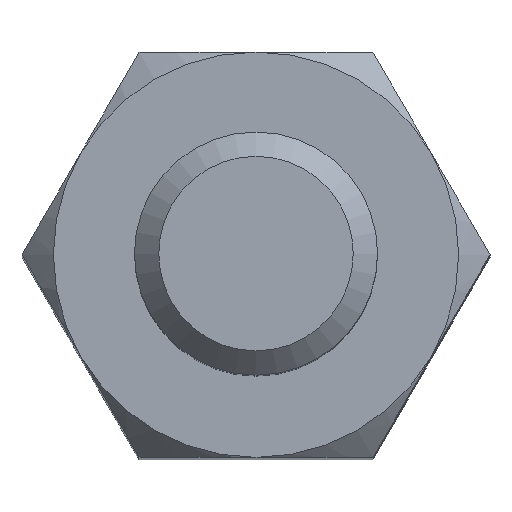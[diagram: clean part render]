
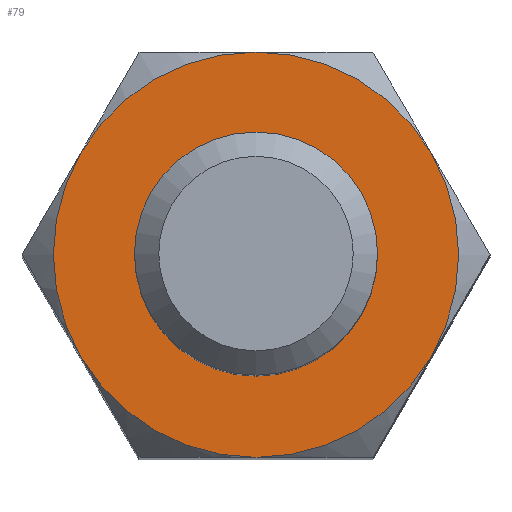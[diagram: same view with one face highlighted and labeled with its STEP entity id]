
A CAD part, top view. The second image highlights one B-rep face of the part: STEP entity #79.
In plain terms, the highlighted planar face has unit normal (0, 0, 1).
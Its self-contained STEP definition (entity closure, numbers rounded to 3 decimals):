
#79 = ADVANCED_FACE( '', ( #177, #178 ), #179, .T. );
#177 = FACE_BOUND( '', #289, .T. );
#178 = FACE_OUTER_BOUND( '', #290, .T. );
#179 = PLANE( '', #291 );
#289 = EDGE_LOOP( '', ( #438 ) );
#290 = EDGE_LOOP( '', ( #439, #440, #441, #442, #443, #444 ) );
#291 = AXIS2_PLACEMENT_3D( '', #445, #446, #447 );
#438 = ORIENTED_EDGE( '', *, *, #627, .T. );
#439 = ORIENTED_EDGE( '', *, *, #628, .F. );
#440 = ORIENTED_EDGE( '', *, *, #600, .F. );
#441 = ORIENTED_EDGE( '', *, *, #597, .F. );
#442 = ORIENTED_EDGE( '', *, *, #629, .T. );
#443 = ORIENTED_EDGE( '', *, *, #630, .F. );
#444 = ORIENTED_EDGE( '', *, *, #631, .F. );
#445 = CARTESIAN_POINT( '', ( 0., 0., 0. ) );
#446 = DIRECTION( '', ( 0., 0., 1. ) );
#447 = DIRECTION( '', ( 1., 0., 0. ) );
#597 = EDGE_CURVE( '', #689, #682, #691, .F. );
#600 = EDGE_CURVE( '', #682, #693, #695, .F. );
#627 = EDGE_CURVE( '', #738, #738, #739, .F. );
#628 = EDGE_CURVE( '', #693, #740, #741, .F. );
#629 = EDGE_CURVE( '', #689, #742, #743, .T. );
#630 = EDGE_CURVE( '', #706, #742, #744, .F. );
#631 = EDGE_CURVE( '', #740, #706, #745, .F. );
#682 = VERTEX_POINT( '', #815 );
#689 = VERTEX_POINT( '', #834 );
#691 = CIRCLE( '', #841, 2.5 );
#693 = VERTEX_POINT( '', #843 );
#695 = CIRCLE( '', #850, 2.5 );
#706 = VERTEX_POINT( '', #875 );
#738 = VERTEX_POINT( '', #919 );
#739 = CIRCLE( '', #920, 1.3 );
#740 = VERTEX_POINT( '', #921 );
#741 = CIRCLE( '', #922, 2.5 );
#742 = VERTEX_POINT( '', #923 );
#743 = CIRCLE( '', #924, 2.5 );
#744 = CIRCLE( '', #925, 2.5 );
#745 = CIRCLE( '', #926, 2.5 );
#815 = CARTESIAN_POINT( '', ( 2.165, 1.25, 0. ) );
#834 = CARTESIAN_POINT( '', ( 0., 2.5, 0. ) );
#841 = AXIS2_PLACEMENT_3D( '', #1066, #1067, #1068 );
#843 = CARTESIAN_POINT( '', ( 2.165, -1.25, 0. ) );
#850 = AXIS2_PLACEMENT_3D( '', #1069, #1070, #1071 );
#875 = CARTESIAN_POINT( '', ( -2.165, -1.25, 0. ) );
#919 = CARTESIAN_POINT( '', ( 1.3, 0., 0. ) );
#920 = AXIS2_PLACEMENT_3D( '', #1110, #1111, #1112 );
#921 = CARTESIAN_POINT( '', ( 0., -2.5, 0. ) );
#922 = AXIS2_PLACEMENT_3D( '', #1113, #1114, #1115 );
#923 = CARTESIAN_POINT( '', ( -2.165, 1.25, 0. ) );
#924 = AXIS2_PLACEMENT_3D( '', #1116, #1117, #1118 );
#925 = AXIS2_PLACEMENT_3D( '', #1119, #1120, #1121 );
#926 = AXIS2_PLACEMENT_3D( '', #1122, #1123, #1124 );
#1066 = CARTESIAN_POINT( '', ( 0., 0., 0. ) );
#1067 = DIRECTION( '', ( 0., 0., 1. ) );
#1068 = DIRECTION( '', ( 1., 0., 0. ) );
#1069 = CARTESIAN_POINT( '', ( 0., 0., 0. ) );
#1070 = DIRECTION( '', ( 0., 0., 1. ) );
#1071 = DIRECTION( '', ( 1., 0., 0. ) );
#1110 = CARTESIAN_POINT( '', ( 0., 0., 0. ) );
#1111 = DIRECTION( '', ( 0., 0., 1. ) );
#1112 = DIRECTION( '', ( 1., 0., 0. ) );
#1113 = CARTESIAN_POINT( '', ( 0., 0., 0. ) );
#1114 = DIRECTION( '', ( 0., 0., 1. ) );
#1115 = DIRECTION( '', ( 1., 0., 0. ) );
#1116 = CARTESIAN_POINT( '', ( 0., 0., 0. ) );
#1117 = DIRECTION( '', ( 0., 0., 1. ) );
#1118 = DIRECTION( '', ( 1., 0., 0. ) );
#1119 = CARTESIAN_POINT( '', ( 0., 0., 0. ) );
#1120 = DIRECTION( '', ( 0., 0., 1. ) );
#1121 = DIRECTION( '', ( 1., 0., 0. ) );
#1122 = CARTESIAN_POINT( '', ( 0., 0., 0. ) );
#1123 = DIRECTION( '', ( 0., 0., 1. ) );
#1124 = DIRECTION( '', ( 1., 0., 0. ) );
